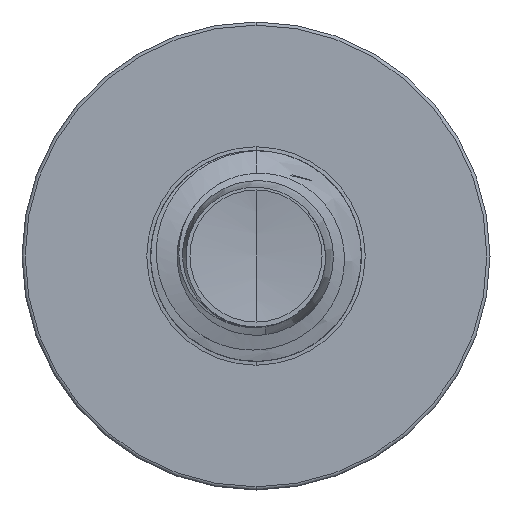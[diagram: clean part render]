
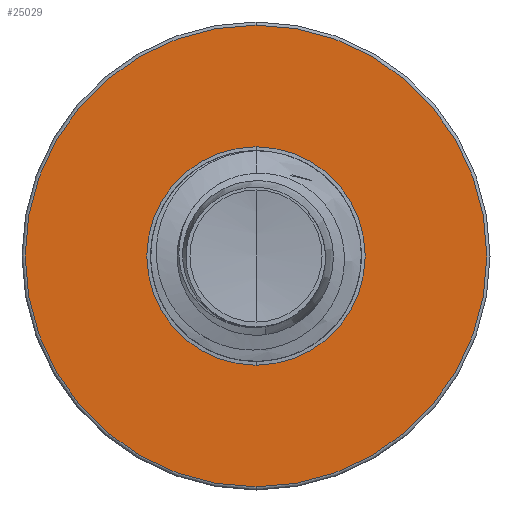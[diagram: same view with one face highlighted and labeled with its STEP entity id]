
A CAD part, front view. The second image highlights one B-rep face of the part: STEP entity #25029.
In plain terms, the highlighted planar face has unit normal (0, -1, 0).
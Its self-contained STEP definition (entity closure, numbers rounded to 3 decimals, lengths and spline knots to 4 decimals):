
#344 = ORIENTED_EDGE ( 'NONE', *, *, #5121, .T. ) ;
#1065 = FACE_OUTER_BOUND ( 'NONE', #5441, .T. ) ;
#1986 = EDGE_CURVE ( 'NONE', #17008, #30329, #17377, .T. ) ;
#2211 = CARTESIAN_POINT ( 'NONE',  ( 0., 7.5, 0. ) ) ;
#4780 = AXIS2_PLACEMENT_3D ( 'NONE', #2211, #19936, #4910 ) ;
#4910 = DIRECTION ( 'NONE',  ( 0., 0., 1. ) ) ;
#4960 = DIRECTION ( 'NONE',  ( 0., 0., 1. ) ) ;
#5121 = EDGE_CURVE ( 'NONE', #18281, #24823, #23822, .T. ) ;
#5159 = EDGE_CURVE ( 'NONE', #30329, #17008, #6172, .T. ) ;
#5441 = EDGE_LOOP ( 'NONE', ( #12235, #17750 ) ) ;
#5526 = DIRECTION ( 'NONE',  ( 0., 0., 1. ) ) ;
#5547 = DIRECTION ( 'NONE',  ( 0., 1., 0. ) ) ;
#5560 = CARTESIAN_POINT ( 'NONE',  ( 0., 7.5, 0. ) ) ;
#6049 = CARTESIAN_POINT ( 'NONE',  ( 0., 7.5, 1.973 ) ) ;
#6089 = EDGE_CURVE ( 'NONE', #24823, #18281, #20571, .T. ) ;
#6172 = CIRCLE ( 'NONE', #4780, 1.973 ) ;
#9779 = AXIS2_PLACEMENT_3D ( 'NONE', #5560, #5547, #5526 ) ;
#12235 = ORIENTED_EDGE ( 'NONE', *, *, #1986, .F. ) ;
#12726 = CARTESIAN_POINT ( 'NONE',  ( 0., 7.5, 0. ) ) ;
#12774 = CARTESIAN_POINT ( 'NONE',  ( 0., 7.5, -0.9332 ) ) ;
#14339 = DIRECTION ( 'NONE',  ( 0., 1., 0. ) ) ;
#14654 = AXIS2_PLACEMENT_3D ( 'NONE', #19978, #22062, #4960 ) ;
#15239 = DIRECTION ( 'NONE',  ( 0., 0., 1. ) ) ;
#17008 = VERTEX_POINT ( 'NONE', #6049 ) ;
#17377 = CIRCLE ( 'NONE', #9779, 1.973 ) ;
#17646 = PLANE ( 'NONE',  #14654 ) ;
#17750 = ORIENTED_EDGE ( 'NONE', *, *, #5159, .F. ) ;
#18005 = CARTESIAN_POINT ( 'NONE',  ( 0., 7.5, 0.9332 ) ) ;
#18281 = VERTEX_POINT ( 'NONE', #18005 ) ;
#19936 = DIRECTION ( 'NONE',  ( 0., 1., 0. ) ) ;
#19978 = CARTESIAN_POINT ( 'NONE',  ( 0., 7.5, -0.9332 ) ) ;
#20489 = FACE_BOUND ( 'NONE', #26744, .T. ) ;
#20571 = CIRCLE ( 'NONE', #28370, 0.9332 ) ;
#22062 = DIRECTION ( 'NONE',  ( 0., 1., 0. ) ) ;
#23280 = AXIS2_PLACEMENT_3D ( 'NONE', #12726, #28286, #15239 ) ;
#23306 = CARTESIAN_POINT ( 'NONE',  ( 0., 7.5, -1.973 ) ) ;
#23822 = CIRCLE ( 'NONE', #23280, 0.9332 ) ;
#23990 = ORIENTED_EDGE ( 'NONE', *, *, #6089, .T. ) ;
#24823 = VERTEX_POINT ( 'NONE', #12774 ) ;
#25029 = ADVANCED_FACE ( 'NONE', ( #1065, #20489 ), #17646, .F. ) ;
#26744 = EDGE_LOOP ( 'NONE', ( #344, #23990 ) ) ;
#27505 = CARTESIAN_POINT ( 'NONE',  ( 0., 7.5, 0. ) ) ;
#28286 = DIRECTION ( 'NONE',  ( 0., 1., 0. ) ) ;
#28370 = AXIS2_PLACEMENT_3D ( 'NONE', #27505, #14339, #29710 ) ;
#29710 = DIRECTION ( 'NONE',  ( 0., 0., 1. ) ) ;
#30329 = VERTEX_POINT ( 'NONE', #23306 ) ;
